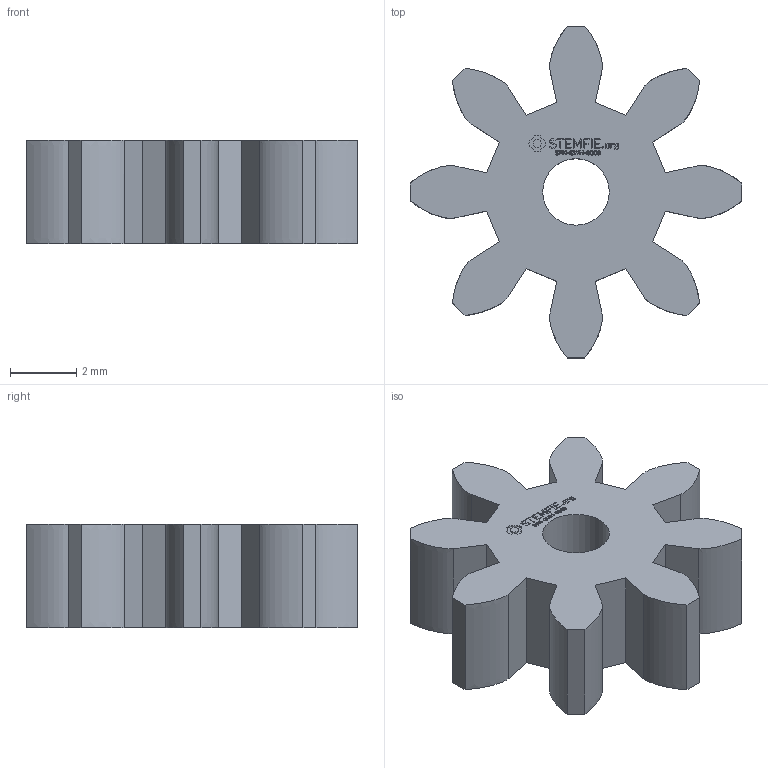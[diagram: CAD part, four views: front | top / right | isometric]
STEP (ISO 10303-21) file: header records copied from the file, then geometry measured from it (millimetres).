
FILE_DESCRIPTION(('FreeCAD Model'),'2;1');
FILE_NAME('Open CASCADE Shape Model','2024-03-09T16:23:27',(''),(''), 'Open CASCADE STEP processor 7.6','FreeCAD','Unknown');
FILE_SCHEMA(('AUTOMOTIVE_DESIGN { 1 0 10303 214 1 1 1 1 }'));
Length unit declared in the file: millimetre
Products named in the file (1): Gear Wheel PLN TTH08 BU00.25 SFT2.0mm - SPN-GWH-0009 (stemfie.org)
Bounding box: 9.99 x 9.99 x 3.12 mm (x, y, z)
Volume: 137 mm3; surface area: 269.4 mm2
Topology: 1 solids, 1 shells, 527 faces, 1479 edges, 986 vertices
Faces by surface type: plane 308, extrusion 218, cylinder 1
Full cylindrical faces by diameter (mm): 2 x1
Entity records: 38098 total; most frequent: CARTESIAN_POINT 9511, DIRECTION 4405, VECTOR 3779, LINE 3561, ORIENTED_EDGE 2958, PCURVE 2958, DEFINITIONAL_REPRESENTATION 2958, EDGE_CURVE 1479
